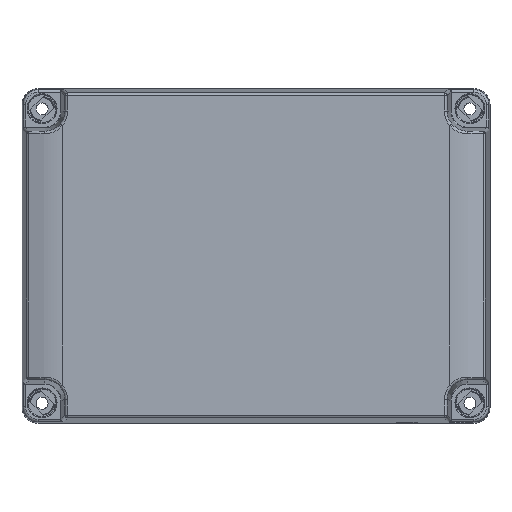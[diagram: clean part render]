
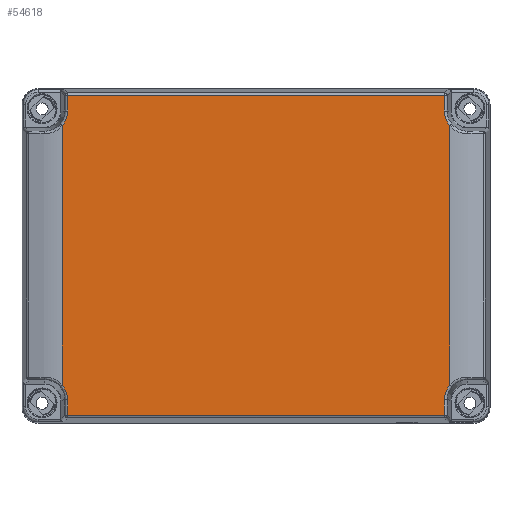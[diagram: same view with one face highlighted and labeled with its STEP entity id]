
A CAD part, top view. The second image highlights one B-rep face of the part: STEP entity #54618.
In plain terms, the highlighted planar face has unit normal (0, 0, 1).
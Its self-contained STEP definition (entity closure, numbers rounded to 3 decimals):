
#48497=DIRECTION('',(-1.,0.,0.));
#48498=VECTOR('',#48497,140.929);
#48499=CARTESIAN_POINT('',(70.465,-59.772,100.));
#48500=LINE('',#48499,#48498);
#48790=DIRECTION('',(1.,0.,0.));
#48791=VECTOR('',#48790,140.929);
#48792=CARTESIAN_POINT('',(-70.465,59.772,100.));
#48793=LINE('',#48792,#48791);
#49038=DIRECTION('',(0.,1.,0.));
#49039=VECTOR('',#49038,5.772);
#49040=CARTESIAN_POINT('',(-70.465,54.,100.));
#49041=LINE('',#49040,#49039);
#49047=DIRECTION('',(0.,1.,0.));
#49048=VECTOR('',#49047,96.936);
#49049=CARTESIAN_POINT('',(-72.5,-48.468,
100.));
#49050=LINE('',#49049,#49048);
#49051=DIRECTION('',(0.,1.,0.));
#49052=VECTOR('',#49051,5.772);
#49053=CARTESIAN_POINT('',(70.465,54.,100.));
#49054=LINE('',#49053,#49052);
#49249=DIRECTION('',(0.,1.,0.));
#49250=VECTOR('',#49249,5.772);
#49251=CARTESIAN_POINT('',(70.465,-59.772,100.));
#49252=LINE('',#49251,#49250);
#49262=CARTESIAN_POINT('',(79.,-54.,100.));
#49263=DIRECTION('',(0.,0.,-1.));
#49264=DIRECTION('',(-1.,0.,0.));
#49265=AXIS2_PLACEMENT_3D('',#49262,#49263,#49264);
#49300=DIRECTION('',(0.,1.,0.));
#49301=VECTOR('',#49300,96.936);
#49302=CARTESIAN_POINT('',(72.5,-48.468,
100.));
#49303=LINE('',#49302,#49301);
#49343=CARTESIAN_POINT('',(72.5,48.468,100.));
#49359=CARTESIAN_POINT('',(79.,54.,100.));
#49360=DIRECTION('',(0.,0.,-1.));
#49361=DIRECTION('',(-0.762,-0.648,0.));
#49362=AXIS2_PLACEMENT_3D('',#49359,#49360,#49361);
#49401=DIRECTION('',(0.,-1.,0.));
#49402=VECTOR('',#49401,5.772);
#49403=CARTESIAN_POINT('',(-70.465,-54.,100.));
#49404=LINE('',#49403,#49402);
#49537=CARTESIAN_POINT('',(-79.,-54.,100.));
#49538=DIRECTION('',(0.,0.,-1.));
#49539=DIRECTION('',(0.762,0.648,0.));
#49540=AXIS2_PLACEMENT_3D('',#49537,#49538,#49539);
#49561=CARTESIAN_POINT('',(-79.,54.,100.));
#49562=DIRECTION('',(0.,0.,1.));
#49563=DIRECTION('',(0.762,-0.648,0.));
#49564=AXIS2_PLACEMENT_3D('',#49561,#49562,#49563);
#50378=CARTESIAN_POINT('',(-70.465,54.,100.));
#50379=CARTESIAN_POINT('',(-70.465,59.772,100.));
#50380=VERTEX_POINT('',#50378);
#50381=VERTEX_POINT('',#50379);
#50384=CARTESIAN_POINT('',(-72.5,48.468,100.));
#50385=VERTEX_POINT('',#50384);
#50390=CARTESIAN_POINT('',(70.465,59.772,100.));
#50391=VERTEX_POINT('',#50390);
#50452=CARTESIAN_POINT('',(70.465,-59.772,100.));
#50453=CARTESIAN_POINT('',(-70.465,-59.772,100.));
#50454=VERTEX_POINT('',#50452);
#50455=VERTEX_POINT('',#50453);
#50476=CARTESIAN_POINT('',(-70.465,-54.,100.));
#50477=VERTEX_POINT('',#50476);
#50480=CARTESIAN_POINT('',(-72.5,-48.468,100.));
#50481=VERTEX_POINT('',#50480);
#50486=CARTESIAN_POINT('',(70.465,-54.,100.));
#50487=VERTEX_POINT('',#50486);
#50490=CARTESIAN_POINT('',(72.5,-48.468,100.));
#50491=VERTEX_POINT('',#50490);
#50498=VERTEX_POINT('',#49343);
#50500=CARTESIAN_POINT('',(70.465,54.,100.));
#50501=VERTEX_POINT('',#50500);
#54591=CARTESIAN_POINT('',(-72.5,-62.5,100.));
#54592=DIRECTION('',(0.,0.,1.));
#54593=DIRECTION('',(1.,0.,0.));
#54594=AXIS2_PLACEMENT_3D('',#54591,#54592,#54593);
#54595=PLANE('',#54594);
#54596=ORIENTED_EDGE('',*,*,#54584,.T.);
#54597=ORIENTED_EDGE('',*,*,#54173,.T.);
#54599=ORIENTED_EDGE('',*,*,#54598,.F.);
#54601=ORIENTED_EDGE('',*,*,#54600,.F.);
#54603=ORIENTED_EDGE('',*,*,#54602,.F.);
#54605=ORIENTED_EDGE('',*,*,#54604,.F.);
#54607=ORIENTED_EDGE('',*,*,#54606,.F.);
#54608=ORIENTED_EDGE('',*,*,#53681,.T.);
#54610=ORIENTED_EDGE('',*,*,#54609,.F.);
#54612=ORIENTED_EDGE('',*,*,#54611,.F.);
#54613=ORIENTED_EDGE('',*,*,#53884,.T.);
#54615=ORIENTED_EDGE('',*,*,#54614,.T.);
#54616=EDGE_LOOP('',(#54596,#54597,#54599,#54601,#54603,#54605,#54607,#54608,
#54610,#54612,#54613,#54615));
#54617=FACE_OUTER_BOUND('',#54616,.F.);
#54618=ADVANCED_FACE('',(#54617),#54595,.T.);
#49266=CIRCLE('',#49265,8.535);
#49363=CIRCLE('',#49362,8.535);
#49541=CIRCLE('',#49540,8.535);
#49565=CIRCLE('',#49564,8.535);
#53681=EDGE_CURVE('',#50454,#50455,#48500,.T.);
#53884=EDGE_CURVE('',#50481,#50385,#49050,.T.);
#54173=EDGE_CURVE('',#50381,#50391,#48793,.T.);
#54584=EDGE_CURVE('',#50380,#50381,#49041,.T.);
#54598=EDGE_CURVE('',#50501,#50391,#49054,.T.);
#54600=EDGE_CURVE('',#50498,#50501,#49363,.T.);
#54602=EDGE_CURVE('',#50491,#50498,#49303,.T.);
#54604=EDGE_CURVE('',#50487,#50491,#49266,.T.);
#54606=EDGE_CURVE('',#50454,#50487,#49252,.T.);
#54609=EDGE_CURVE('',#50477,#50455,#49404,.T.);
#54611=EDGE_CURVE('',#50481,#50477,#49541,.T.);
#54614=EDGE_CURVE('',#50385,#50380,#49565,.T.);
